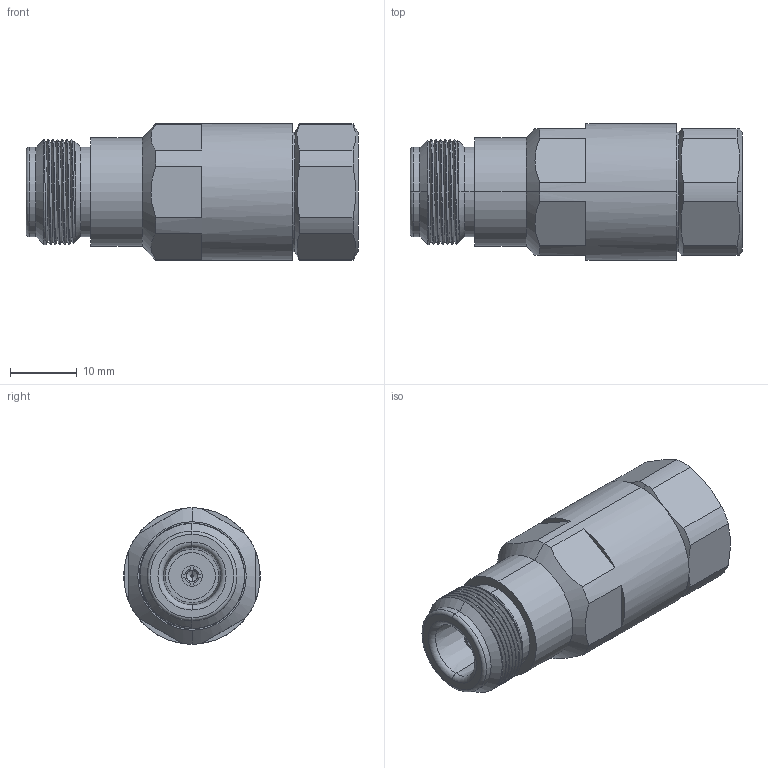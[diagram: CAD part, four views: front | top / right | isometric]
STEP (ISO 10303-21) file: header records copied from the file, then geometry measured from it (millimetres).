
FILE_DESCRIPTION((''),'2;1');
FILE_NAME('1','2021-08-12T',('1111'),(''),'PRO/ENGINEER BY PARAMETRIC TECHNOLOGY CORPORATION, 2012090','PRO/ENGINEER BY PARAMETRIC TECHNOLOGY CORPORATION, 2012090','');
FILE_SCHEMA(('CONFIG_CONTROL_DESIGN'));
Length unit declared in the file: millimetre
Products named in the file (1): 1
Bounding box: 49.9 x 20.5 x 20.5 mm (x, y, z)
Volume: 12740.2 mm3; surface area: 4255.7 mm2
Topology: 1 solids, 1 shells, 102 faces, 265 edges, 170 vertices
Faces by surface type: plane 42, cylinder 34, cone 18, bspline 4, torus 4
Entity records: 5082 total; most frequent: CARTESIAN_POINT 2582, ORIENTED_EDGE 530, DIRECTION 501, EDGE_CURVE 265, AXIS2_PLACEMENT_3D 196, VERTEX_POINT 170, VECTOR 109, LINE 109
